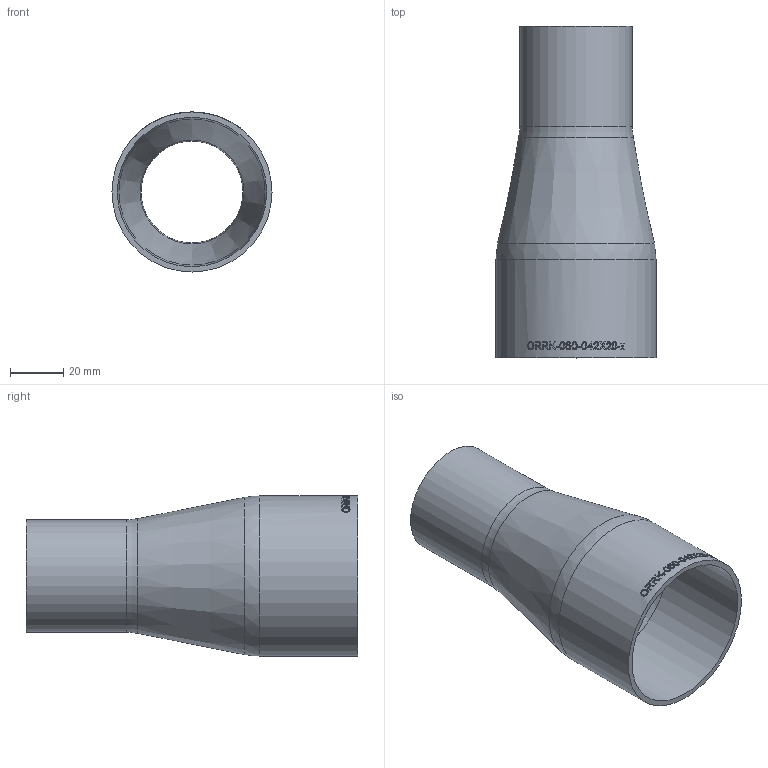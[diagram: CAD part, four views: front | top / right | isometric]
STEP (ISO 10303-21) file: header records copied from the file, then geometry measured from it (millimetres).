
FILE_DESCRIPTION (( 'STEP AP214' ), '1' );
FILE_NAME ('ORRK-060-042X20-x Reduzierung orbital ISO Koncenter 2008.STEP', '2020-08-14T12:36:04', ( '' ), ( '' ), 'SwSTEP 2.0', 'SolidWorks 2019', '' );
FILE_SCHEMA (( 'AUTOMOTIVE_DESIGN' ));
Length unit declared in the file: millimetre
Products named in the file (1): ORRK-060-042X20-x Reduzierung orbital ISO Koncenter 2008
Bounding box: 60.3 x 125 x 60.3 mm (x, y, z)
Volume: 38757.2 mm3; surface area: 39648.5 mm2
Topology: 1 solids, 1 shells, 235 faces, 613 edges, 406 vertices
Faces by surface type: bspline 134, plane 65, cylinder 30, torus 4, cone 2
Full cylindrical faces by diameter (mm): 38.4 x1, 42.4 x1, 56.3 x1, 60.3 x1
Entity records: 26553 total; most frequent: CARTESIAN_POINT 19569, ORIENTED_EDGE 1206, EDGE_CURVE 603, DIRECTION 476, B_SPLINE_CURVE_WITH_KNOTS 423, VERTEX_POINT 406, EDGE_LOOP 273, FACE_OUTER_BOUND 243
